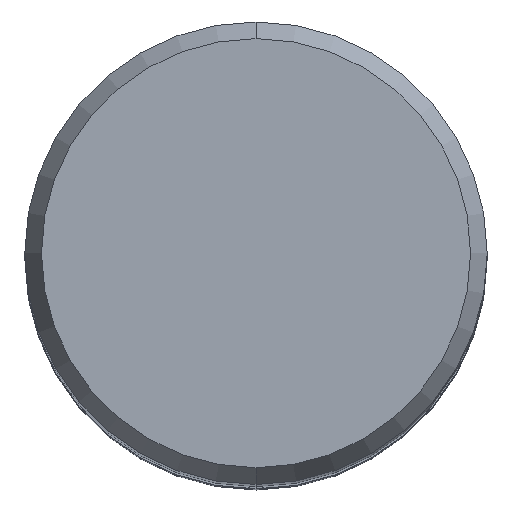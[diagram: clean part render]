
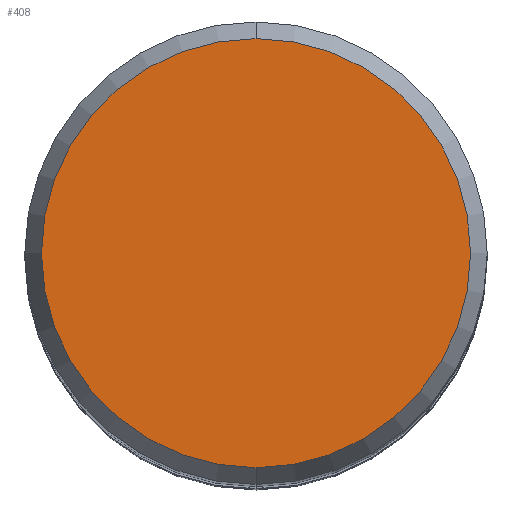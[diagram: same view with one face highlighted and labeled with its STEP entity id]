
A CAD part, top view. The second image highlights one B-rep face of the part: STEP entity #408.
In plain terms, the highlighted planar face has unit normal (0, 0, 1).
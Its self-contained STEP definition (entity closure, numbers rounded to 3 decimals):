
#188=EDGE_CURVE('',#282,#496,#517,.T.);
#282=VERTEX_POINT('',#618);
#320=EDGE_CURVE('',#496,#282,#660,.T.);
#408=ADVANCED_FACE('',(#760),#761,.T.);
#496=VERTEX_POINT('',#860);
#517=CIRCLE('',#874,8.837);
#618=CARTESIAN_POINT('',(0.0,8.837,0.));
#660=CIRCLE('',#1216,8.837);
#760=FACE_OUTER_BOUND('',#1448,.T.);
#761=PLANE('',#1449);
#860=CARTESIAN_POINT('',(0.,-8.837,0.));
#874=AXIS2_PLACEMENT_3D('',#1668,#1669,#1670);
#1216=AXIS2_PLACEMENT_3D('',#1828,#1829,#1830);
#1448=EDGE_LOOP('',(#1945,#1946));
#1449=AXIS2_PLACEMENT_3D('',#1947,#1948,#1949);
#1668=CARTESIAN_POINT('',(0.0,0.0,0.));
#1669=DIRECTION('',(0.0,0.0,-1.0));
#1670=DIRECTION('',(0.0,1.0,0.0));
#1828=CARTESIAN_POINT('',(0.0,0.0,0.));
#1829=DIRECTION('',(0.0,0.0,-1.0));
#1830=DIRECTION('',(0.0,1.0,0.0));
#1945=ORIENTED_EDGE('',*,*,#188,.F.);
#1946=ORIENTED_EDGE('',*,*,#320,.F.);
#1947=CARTESIAN_POINT('',(0.0,4.419,0.));
#1948=DIRECTION('',(-0.0,0.0,1.0));
#1949=DIRECTION('',(0.0,-1.0,0.0));
